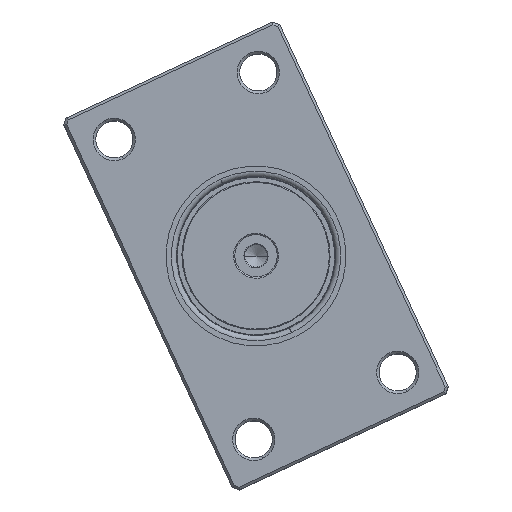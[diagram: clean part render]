
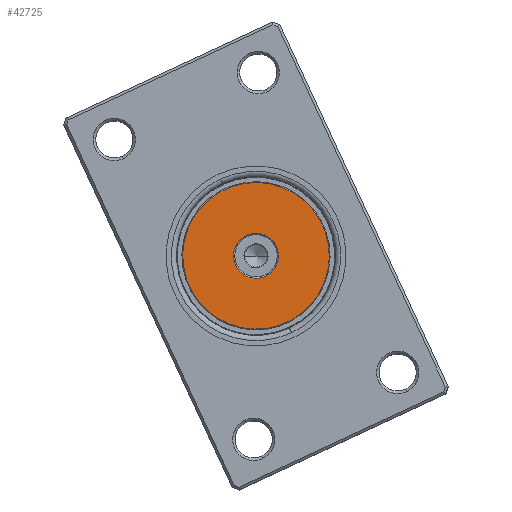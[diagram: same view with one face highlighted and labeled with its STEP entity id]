
A CAD part, top view. The second image highlights one B-rep face of the part: STEP entity #42725.
In plain terms, the highlighted face is planar.
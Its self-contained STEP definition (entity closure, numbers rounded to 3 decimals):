
#622 = DIRECTION ( 'NONE',  ( 0., 0., 1. ) ) ;
#969 = DIRECTION ( 'NONE',  ( 1., 0., 0. ) ) ;
#1078 = EDGE_CURVE ( 'NONE', #20361, #9732, #43991, .T. ) ;
#1468 = VERTEX_POINT ( 'NONE', #9705 ) ;
#1539 = CARTESIAN_POINT ( 'NONE',  ( 0., 0., 0. ) ) ;
#3220 = VERTEX_POINT ( 'NONE', #12758 ) ;
#6459 = CIRCLE ( 'NONE', #30424, 8.5 ) ;
#6647 = DIRECTION ( 'NONE',  ( 1., 0., 0. ) ) ;
#7071 = DIRECTION ( 'NONE',  ( 0., 0., -1. ) ) ;
#7969 = FACE_BOUND ( 'NONE', #38955, .T. ) ;
#8746 = AXIS2_PLACEMENT_3D ( 'NONE', #17419, #35765, #24974 ) ;
#9705 = CARTESIAN_POINT ( 'NONE',  ( 27.7, 0., 0. ) ) ;
#9732 = VERTEX_POINT ( 'NONE', #43913 ) ;
#10740 = CARTESIAN_POINT ( 'NONE',  ( -8.5, 0., 0. ) ) ;
#11554 = ORIENTED_EDGE ( 'NONE', *, *, #25279, .T. ) ;
#12758 = CARTESIAN_POINT ( 'NONE',  ( -27.7, 0., 0. ) ) ;
#13011 = EDGE_CURVE ( 'NONE', #9732, #20361, #6459, .T. ) ;
#15771 = CARTESIAN_POINT ( 'NONE',  ( 0., 0., 0. ) ) ;
#16380 = AXIS2_PLACEMENT_3D ( 'NONE', #25498, #7071, #18277 ) ;
#17419 = CARTESIAN_POINT ( 'NONE',  ( 0., 0., 0. ) ) ;
#17594 = EDGE_CURVE ( 'NONE', #3220, #1468, #34629, .T. ) ;
#18277 = DIRECTION ( 'NONE',  ( 1., 0., 0. ) ) ;
#20173 = DIRECTION ( 'NONE',  ( 1., 0., 0. ) ) ;
#20361 = VERTEX_POINT ( 'NONE', #10740 ) ;
#22104 = DIRECTION ( 'NONE',  ( 0., 0., 1. ) ) ;
#24974 = DIRECTION ( 'NONE',  ( 1., 0., 0. ) ) ;
#25279 = EDGE_CURVE ( 'NONE', #1468, #3220, #47394, .T. ) ;
#25498 = CARTESIAN_POINT ( 'NONE',  ( 0., 0., 0. ) ) ;
#28647 = FACE_OUTER_BOUND ( 'NONE', #34508, .T. ) ;
#29322 = ORIENTED_EDGE ( 'NONE', *, *, #13011, .T. ) ;
#30424 = AXIS2_PLACEMENT_3D ( 'NONE', #15771, #622, #969 ) ;
#32840 = AXIS2_PLACEMENT_3D ( 'NONE', #48223, #22104, #6647 ) ;
#34508 = EDGE_LOOP ( 'NONE', ( #11554, #40559 ) ) ;
#34629 = CIRCLE ( 'NONE', #16380, 27.7 ) ;
#35765 = DIRECTION ( 'NONE',  ( 0., 0., 1. ) ) ;
#38955 = EDGE_LOOP ( 'NONE', ( #40309, #29322 ) ) ;
#39007 = DIRECTION ( 'NONE',  ( 0., 0., -1. ) ) ;
#40309 = ORIENTED_EDGE ( 'NONE', *, *, #1078, .T. ) ;
#40559 = ORIENTED_EDGE ( 'NONE', *, *, #17594, .T. ) ;
#42725 = ADVANCED_FACE ( 'NONE', ( #28647, #7969 ), #44021, .F. ) ;
#43913 = CARTESIAN_POINT ( 'NONE',  ( 8.5, 0., 0. ) ) ;
#43991 = CIRCLE ( 'NONE', #32840, 8.5 ) ;
#44021 = PLANE ( 'NONE',  #8746 ) ;
#47394 = CIRCLE ( 'NONE', #48352, 27.7 ) ;
#48223 = CARTESIAN_POINT ( 'NONE',  ( 0., 0., 0. ) ) ;
#48352 = AXIS2_PLACEMENT_3D ( 'NONE', #1539, #39007, #20173 ) ;
